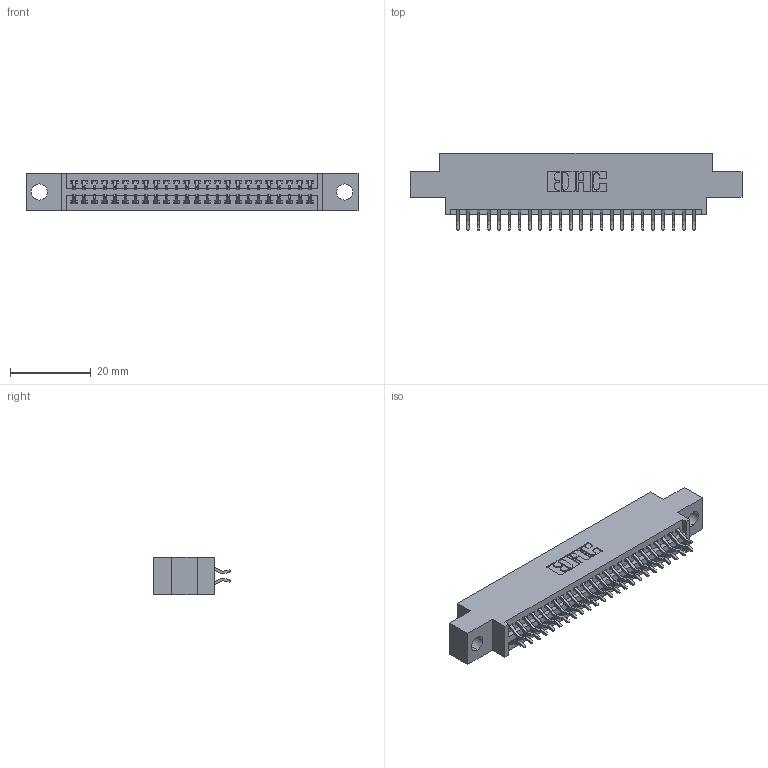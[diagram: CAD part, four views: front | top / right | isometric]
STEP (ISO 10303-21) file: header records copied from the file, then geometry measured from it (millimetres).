
FILE_DESCRIPTION (( 'STEP AP203' ), '1' );
FILE_NAME ('345-048-556-804.STEP', '2021-05-20T02:56:55', ( '' ), ( '' ), 'SwSTEP 2.0', 'SolidWorks 2020', '' );
FILE_SCHEMA (( 'CONFIG_CONTROL_DESIGN' ));
Length unit declared in the file: inch
Products named in the file (3): 345-048-556-804; 345 Part_0.170 Offset - 0.156 Dia-TI; 345-292-001_556 Tail
Assembly tree (49 placements, depth 2):
  345-048-556-804
    345 Part_0.170 Offset - 0.156 Dia-TI
    345-292-001_556 Tail  x48
Bounding box: 82.17 x 19.24 x 9.4 mm (x, y, z)
Volume: 7593.7 mm3; surface area: 10829.1 mm2
Topology: 49 solids, 49 shells, 2832 faces, 8405 edges, 5538 vertices
Faces by surface type: plane 1874, cylinder 958
Entity records: 22025 total; most frequent: CARTESIAN_POINT 3730, ORIENTED_EDGE 3650, DIRECTION 3297, EDGE_CURVE 1825, LINE 1589, VECTOR 1589, VERTEX_POINT 1214, AXIS2_PLACEMENT_3D 854
